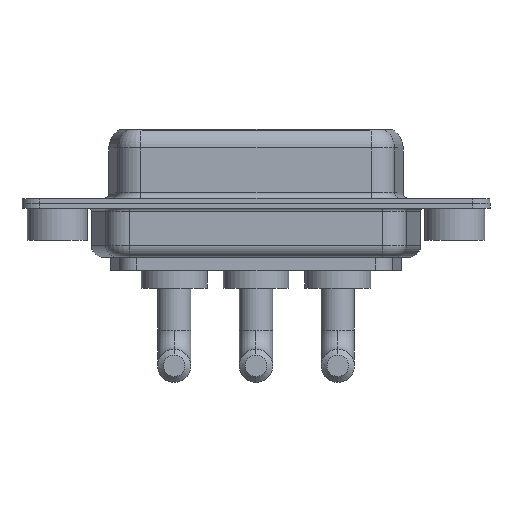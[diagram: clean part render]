
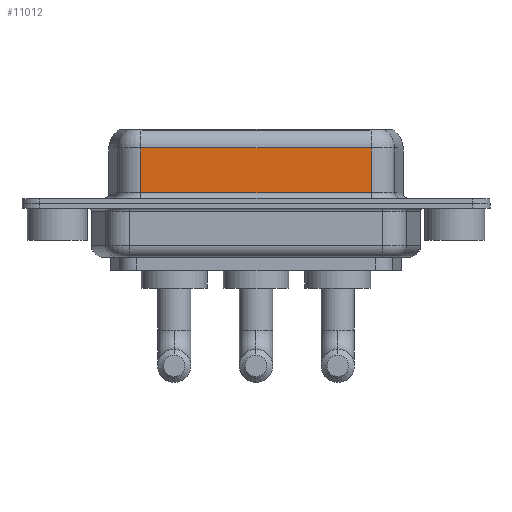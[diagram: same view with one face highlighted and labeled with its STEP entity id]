
A CAD part, front view. The second image highlights one B-rep face of the part: STEP entity #11012.
In plain terms, the highlighted planar face has unit normal (0, -1, 0).
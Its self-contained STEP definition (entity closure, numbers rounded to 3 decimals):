
#112 = ORIENTED_EDGE ( 'NONE', *, *, #6667, .T. ) ;
#610 = VERTEX_POINT ( 'NONE', #11358 ) ;
#711 = CARTESIAN_POINT ( 'NONE',  ( 26.287, -3.95, 4.65 ) ) ;
#765 = VECTOR ( 'NONE', #7418, 1000. ) ;
#774 = VERTEX_POINT ( 'NONE', #7193 ) ;
#1589 = VERTEX_POINT ( 'NONE', #711 ) ;
#1678 = DIRECTION ( 'NONE',  ( 0., 0., -1. ) ) ;
#1968 = VECTOR ( 'NONE', #1678, 1000. ) ;
#2394 = LINE ( 'NONE', #11864, #8400 ) ;
#2837 = AXIS2_PLACEMENT_3D ( 'NONE', #8457, #8398, #2867 ) ;
#2867 = DIRECTION ( 'NONE',  ( 0., 0., 1. ) ) ;
#2926 = CARTESIAN_POINT ( 'NONE',  ( 7.013, -3.95, 6.4 ) ) ;
#4313 = ORIENTED_EDGE ( 'NONE', *, *, #5459, .T. ) ;
#4490 = LINE ( 'NONE', #8332, #1968 ) ;
#4943 = CARTESIAN_POINT ( 'NONE',  ( 26.287, -3.95, 0.9 ) ) ;
#5215 = VECTOR ( 'NONE', #10515, 1000. ) ;
#5459 = EDGE_CURVE ( 'NONE', #1589, #610, #11242, .T. ) ;
#5566 = FACE_OUTER_BOUND ( 'NONE', #8968, .T. ) ;
#6024 = EDGE_CURVE ( 'NONE', #1589, #6831, #4490, .T. ) ;
#6667 = EDGE_CURVE ( 'NONE', #774, #6831, #2394, .T. ) ;
#6831 = VERTEX_POINT ( 'NONE', #4943 ) ;
#7187 = ORIENTED_EDGE ( 'NONE', *, *, #6024, .F. ) ;
#7193 = CARTESIAN_POINT ( 'NONE',  ( 7.013, -3.95, 0.9 ) ) ;
#7332 = ORIENTED_EDGE ( 'NONE', *, *, #9884, .T. ) ;
#7418 = DIRECTION ( 'NONE',  ( -1., 0., 0. ) ) ;
#8332 = CARTESIAN_POINT ( 'NONE',  ( 26.287, -3.95, 6.4 ) ) ;
#8398 = DIRECTION ( 'NONE',  ( 0., 1., 0. ) ) ;
#8400 = VECTOR ( 'NONE', #11921, 1000. ) ;
#8457 = CARTESIAN_POINT ( 'NONE',  ( 26.287, -3.95, 6.4 ) ) ;
#8817 = LINE ( 'NONE', #2926, #5215 ) ;
#8968 = EDGE_LOOP ( 'NONE', ( #7187, #4313, #7332, #112 ) ) ;
#9413 = CARTESIAN_POINT ( 'NONE',  ( 26.287, -3.95, 4.65 ) ) ;
#9884 = EDGE_CURVE ( 'NONE', #610, #774, #8817, .T. ) ;
#10515 = DIRECTION ( 'NONE',  ( 0., 0., -1. ) ) ;
#11012 = ADVANCED_FACE ( 'NONE', ( #5566 ), #11478, .F. ) ;
#11242 = LINE ( 'NONE', #9413, #765 ) ;
#11358 = CARTESIAN_POINT ( 'NONE',  ( 7.013, -3.95, 4.65 ) ) ;
#11478 = PLANE ( 'NONE',  #2837 ) ;
#11864 = CARTESIAN_POINT ( 'NONE',  ( 26.287, -3.95, 0.9 ) ) ;
#11921 = DIRECTION ( 'NONE',  ( 1., 0., 0. ) ) ;
